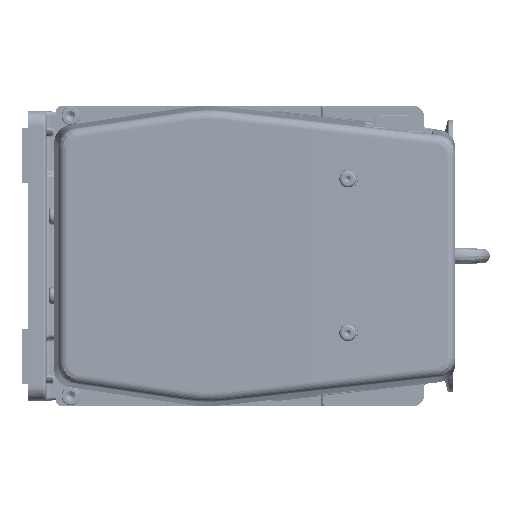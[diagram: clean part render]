
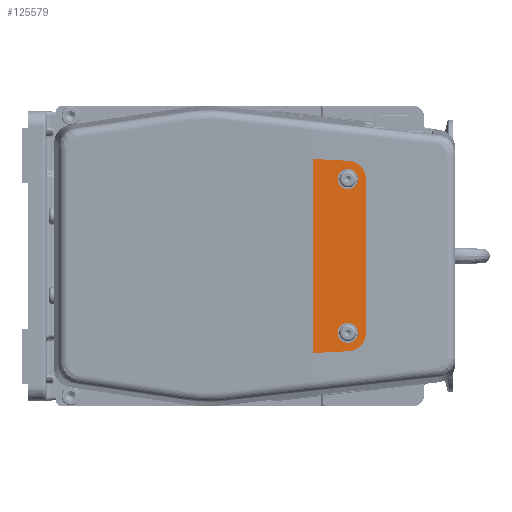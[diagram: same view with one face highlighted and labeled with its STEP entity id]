
A CAD part, front view. The second image highlights one B-rep face of the part: STEP entity #125579.
In plain terms, the highlighted planar face has unit normal (0.052, -0.999, 0).
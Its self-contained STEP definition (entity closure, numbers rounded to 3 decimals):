
#4407=PLANE('',#135589);
#7503=ELLIPSE('',#135584,5.55,5.542);
#7504=ELLIPSE('',#135588,5.55,5.542);
#7869=FACE_BOUND('',#20991,.T.);
#7870=FACE_BOUND('',#20992,.T.);
#13798=FACE_OUTER_BOUND('',#20990,.T.);
#20990=EDGE_LOOP('',(#107392,#107393,#107394,#107395,#107396,#107397));
#20991=EDGE_LOOP('',(#107398));
#20992=EDGE_LOOP('',(#107399));
#30328=B_SPLINE_CURVE_WITH_KNOTS('',3,(#348894,#348895,#348896,#348897,
#348898,#348899,#348900,#348901,#348902,#348903),.UNSPECIFIED.,.F.,.F.,
(4,2,2,2,4),(-2.473,-1.978,-1.248,-0.477,
0.),.UNSPECIFIED.);
#30330=B_SPLINE_CURVE_WITH_KNOTS('',3,(#348947,#348948,#348949,#348950,
#348951,#348952,#348953,#348954,#348955,#348956),.UNSPECIFIED.,.F.,.F.,
(4,2,2,2,4),(-1.96,-1.599,-1.015,-0.463,
0.),.UNSPECIFIED.);
#38208=LINE('',#348864,#46622);
#38213=LINE('',#348918,#46627);
#38217=LINE('',#348971,#46631);
#38339=LINE('',#349733,#46753);
#46622=VECTOR('',#162554,19.276);
#46627=VECTOR('',#162561,84.);
#46631=VECTOR('',#162567,19.276);
#46753=VECTOR('',#162861,105.987);
#57394=VERTEX_POINT('',#348862);
#57395=VERTEX_POINT('',#348863);
#57397=VERTEX_POINT('',#348893);
#57399=VERTEX_POINT('',#348917);
#57401=VERTEX_POINT('',#348946);
#57403=VERTEX_POINT('',#348970);
#57483=VERTEX_POINT('',#349722);
#57485=VERTEX_POINT('',#349729);
#74323=EDGE_CURVE('',#57394,#57395,#38208,.T.);
#74327=EDGE_CURVE('',#57395,#57397,#30328,.T.);
#74330=EDGE_CURVE('',#57399,#57397,#38213,.T.);
#74333=EDGE_CURVE('',#57399,#57401,#30330,.T.);
#74336=EDGE_CURVE('',#57403,#57401,#38217,.T.);
#74483=EDGE_CURVE('',#57483,#57483,#7503,.T.);
#74486=EDGE_CURVE('',#57485,#57485,#7504,.T.);
#74487=EDGE_CURVE('',#57394,#57403,#38339,.T.);
#107392=ORIENTED_EDGE('',*,*,#74487,.F.);
#107393=ORIENTED_EDGE('',*,*,#74323,.T.);
#107394=ORIENTED_EDGE('',*,*,#74327,.T.);
#107395=ORIENTED_EDGE('',*,*,#74330,.F.);
#107396=ORIENTED_EDGE('',*,*,#74333,.T.);
#107397=ORIENTED_EDGE('',*,*,#74336,.F.);
#107398=ORIENTED_EDGE('',*,*,#74486,.F.);
#107399=ORIENTED_EDGE('',*,*,#74483,.F.);
#125579=ADVANCED_FACE('',(#13798,#7869,#7870),#4407,.F.);
#135584=AXIS2_PLACEMENT_3D('',#349724,#162848,#162849);
#135588=AXIS2_PLACEMENT_3D('',#349731,#162857,#162858);
#135589=AXIS2_PLACEMENT_3D('',#349732,#162859,#162860);
#162554=DIRECTION('',(0.997,0.052,0.052));
#162561=DIRECTION('',(0.,0.,-1.));
#162567=DIRECTION('',(0.997,0.052,-0.052));
#162848=DIRECTION('center_axis',(0.052,-0.999,
0.));
#162849=DIRECTION('ref_axis',(-0.999,-0.052,0.));
#162857=DIRECTION('center_axis',(0.052,-0.999,
0.));
#162858=DIRECTION('ref_axis',(-0.999,-0.052,0.));
#162859=DIRECTION('center_axis',(-0.052,0.999,
0.));
#162860=DIRECTION('ref_axis',(0.,0.,
-1.));
#162861=DIRECTION('',(0.,0.,1.));
#348862=CARTESIAN_POINT('',(39.6,-224.386,-52.994));
#348863=CARTESIAN_POINT('',(58.823,-223.379,-51.986));
#348864=CARTESIAN_POINT('',(39.6,-224.386,-52.994));
#348893=CARTESIAN_POINT('',(68.3,-222.882,-42.));
#348894=CARTESIAN_POINT('Ctrl Pts',(58.823,-223.379,
-51.986));
#348895=CARTESIAN_POINT('Ctrl Pts',(60.525,-223.29,
-51.897));
#348896=CARTESIAN_POINT('Ctrl Pts',(61.791,-223.223,-51.409));
#348897=CARTESIAN_POINT('Ctrl Pts',(63.681,-223.124,
-50.521));
#348898=CARTESIAN_POINT('Ctrl Pts',(64.701,-223.071,
-49.783));
#348899=CARTESIAN_POINT('Ctrl Pts',(66.46,-222.979,
-47.928));
#348900=CARTESIAN_POINT('Ctrl Pts',(67.173,-222.941,
-46.798));
#348901=CARTESIAN_POINT('Ctrl Pts',(67.934,-222.901,
-44.801));
#348902=CARTESIAN_POINT('Ctrl Pts',(68.3,-222.882,
-43.588));
#348903=CARTESIAN_POINT('Ctrl Pts',(68.3,-222.882,
-42.));
#348917=CARTESIAN_POINT('',(68.3,-222.882,42.));
#348918=CARTESIAN_POINT('',(68.3,-222.882,42.));
#348946=CARTESIAN_POINT('',(58.823,-223.379,51.986));
#348947=CARTESIAN_POINT('Ctrl Pts',(68.3,-222.882,
42.));
#348948=CARTESIAN_POINT('Ctrl Pts',(68.3,-222.882,
43.588));
#348949=CARTESIAN_POINT('Ctrl Pts',(67.934,-222.901,44.801));
#348950=CARTESIAN_POINT('Ctrl Pts',(67.173,-222.941,46.797));
#348951=CARTESIAN_POINT('Ctrl Pts',(66.46,-222.979,
47.927));
#348952=CARTESIAN_POINT('Ctrl Pts',(64.702,-223.071,49.782));
#348953=CARTESIAN_POINT('Ctrl Pts',(63.681,-223.124,50.52));
#348954=CARTESIAN_POINT('Ctrl Pts',(61.613,-223.233,51.492));
#348955=CARTESIAN_POINT('Ctrl Pts',(60.361,-223.298,51.906));
#348956=CARTESIAN_POINT('Ctrl Pts',(58.823,-223.379,
51.986));
#348970=CARTESIAN_POINT('',(39.6,-224.386,52.994));
#348971=CARTESIAN_POINT('',(39.6,-224.386,52.994));
#349722=CARTESIAN_POINT('',(58.3,-223.406,47.542));
#349724=CARTESIAN_POINT('Origin',(58.297,-223.406,42.));
#349729=CARTESIAN_POINT('',(58.3,-223.406,-36.458));
#349731=CARTESIAN_POINT('Origin',(58.297,-223.406,-42.));
#349732=CARTESIAN_POINT('Origin',(39.6,-224.386,-75.285));
#349733=CARTESIAN_POINT('',(39.6,-224.386,-52.994));
